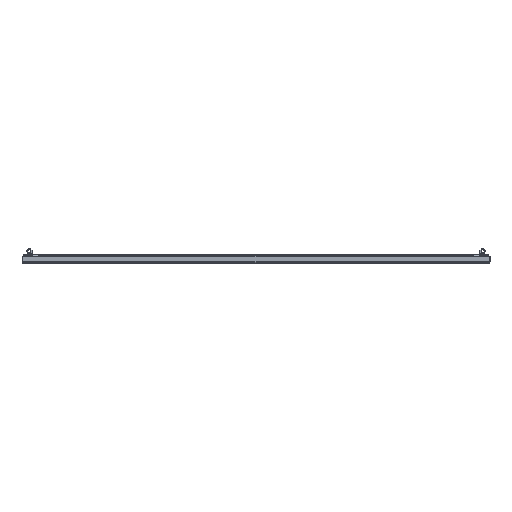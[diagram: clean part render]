
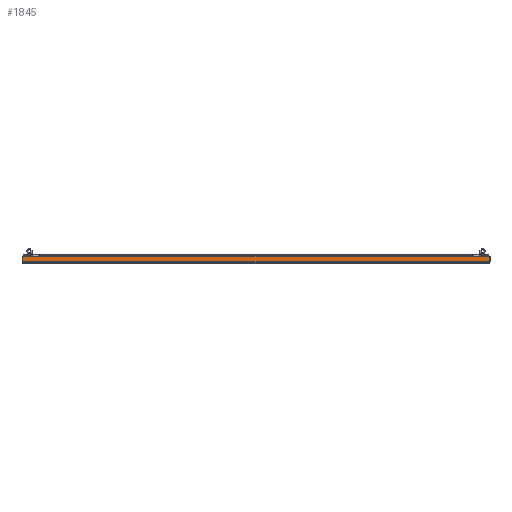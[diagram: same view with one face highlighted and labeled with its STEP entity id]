
A CAD part, front view. The second image highlights one B-rep face of the part: STEP entity #1845.
In plain terms, the highlighted planar face has unit normal (0, -1, 0).
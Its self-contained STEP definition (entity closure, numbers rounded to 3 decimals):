
#549 = DIRECTION ( 'NONE',  ( -1., 0., 0. ) ) ;
#848 = PLANE ( 'NONE',  #1160 ) ;
#1160 = AXIS2_PLACEMENT_3D ( 'NONE', #6094, #3472, #5950 ) ;
#1189 = ORIENTED_EDGE ( 'NONE', *, *, #13074, .F. ) ;
#1845 = ADVANCED_FACE ( 'NONE', ( #3465 ), #848, .F. ) ;
#2489 = VERTEX_POINT ( 'NONE', #12861 ) ;
#3153 = VERTEX_POINT ( 'NONE', #9009 ) ;
#3200 = VECTOR ( 'NONE', #9239, 1000. ) ;
#3236 = DIRECTION ( 'NONE',  ( -1., 0., 0. ) ) ;
#3465 = FACE_OUTER_BOUND ( 'NONE', #12370, .T. ) ;
#3472 = DIRECTION ( 'NONE',  ( 0., 1., 0. ) ) ;
#3852 = VECTOR ( 'NONE', #3236, 1000. ) ;
#4119 = EDGE_CURVE ( 'NONE', #3153, #2489, #11935, .T. ) ;
#4254 = ORIENTED_EDGE ( 'NONE', *, *, #4119, .T. ) ;
#5950 = DIRECTION ( 'NONE',  ( 0., 0., 1. ) ) ;
#6094 = CARTESIAN_POINT ( 'NONE',  ( 0., -898.5, 0. ) ) ;
#6391 = LINE ( 'NONE', #12223, #3852 ) ;
#7286 = CARTESIAN_POINT ( 'NONE',  ( -496.293, -898.5, 13.6 ) ) ;
#8304 = VECTOR ( 'NONE', #549, 1000. ) ;
#8544 = VERTEX_POINT ( 'NONE', #7286 ) ;
#8801 = DIRECTION ( 'NONE',  ( 0., 0., 1. ) ) ;
#9009 = CARTESIAN_POINT ( 'NONE',  ( 496.293, -898.5, 2. ) ) ;
#9081 = CARTESIAN_POINT ( 'NONE',  ( -496.293, -898.5, 0. ) ) ;
#9239 = DIRECTION ( 'NONE',  ( 0., 0., 1. ) ) ;
#10120 = LINE ( 'NONE', #9081, #3200 ) ;
#10456 = CARTESIAN_POINT ( 'NONE',  ( -496.293, -898.5, 2. ) ) ;
#11141 = LINE ( 'NONE', #15976, #8304 ) ;
#11150 = ORIENTED_EDGE ( 'NONE', *, *, #15719, .F. ) ;
#11935 = LINE ( 'NONE', #15180, #14926 ) ;
#12223 = CARTESIAN_POINT ( 'NONE',  ( -498.4, -898.5, 2. ) ) ;
#12370 = EDGE_LOOP ( 'NONE', ( #1189, #4254, #13605, #11150 ) ) ;
#12861 = CARTESIAN_POINT ( 'NONE',  ( 496.293, -898.5, 13.6 ) ) ;
#13074 = EDGE_CURVE ( 'NONE', #3153, #13307, #6391, .T. ) ;
#13307 = VERTEX_POINT ( 'NONE', #10456 ) ;
#13605 = ORIENTED_EDGE ( 'NONE', *, *, #15319, .T. ) ;
#14926 = VECTOR ( 'NONE', #8801, 1000. ) ;
#15180 = CARTESIAN_POINT ( 'NONE',  ( 496.293, -898.5, 0. ) ) ;
#15319 = EDGE_CURVE ( 'NONE', #2489, #8544, #11141, .T. ) ;
#15719 = EDGE_CURVE ( 'NONE', #13307, #8544, #10120, .T. ) ;
#15976 = CARTESIAN_POINT ( 'NONE',  ( 0., -898.5, 13.6 ) ) ;
